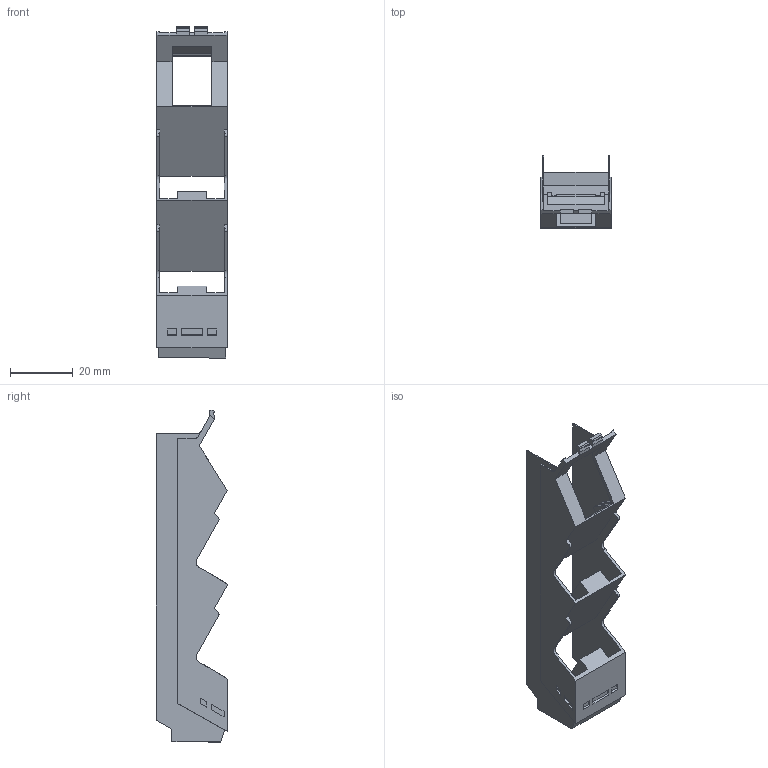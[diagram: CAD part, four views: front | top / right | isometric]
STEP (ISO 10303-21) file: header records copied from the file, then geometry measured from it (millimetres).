
FILE_DESCRIPTION(('CATIA V5R24 STEP','CAx-IF Rec.Pracs.--- Model Styling and Organization---1.2---2011-12-15'),'2;1');
FILE_NAME ('12221178_2', '2017-11-24T12:02:59+00:00', ('Weidmueller Interface'), ('Weidmueller'), 'CATIA Version 5-6 Release 2014 SP4', 'CATIA V5 STEP AP214', 'none');
FILE_SCHEMA(('AUTOMOTIVE_DESIGN { 1 0 10303 214 1 1 1 1 }'));
Length unit declared in the file: millimetre
Products named in the file (1): 1470700000
Bounding box: 22.5 x 22.76 x 105.49 mm (x, y, z)
Volume: 5025.6 mm3; surface area: 12676 mm2
Topology: 1 solids, 1 shells, 172 faces, 628 edges, 461 vertices
Faces by surface type: plane 145, cylinder 22, extrusion 5
Entity records: 6959 total; most frequent: CARTESIAN_POINT 1838, ORIENTED_EDGE 1256, DIRECTION 698, EDGE_CURVE 628, VERTEX_POINT 461, VECTOR 450, LINE 445, EDGE_LOOP 181
